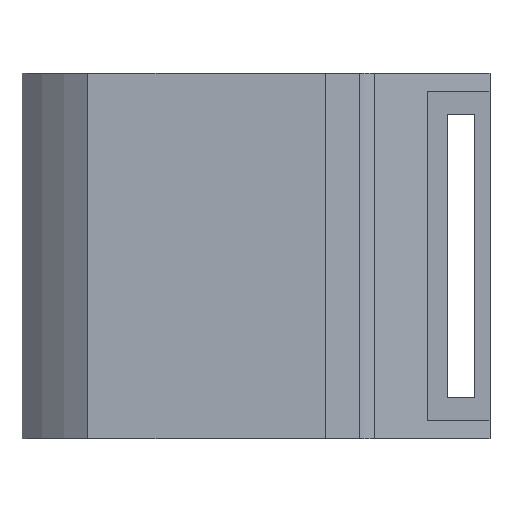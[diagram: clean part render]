
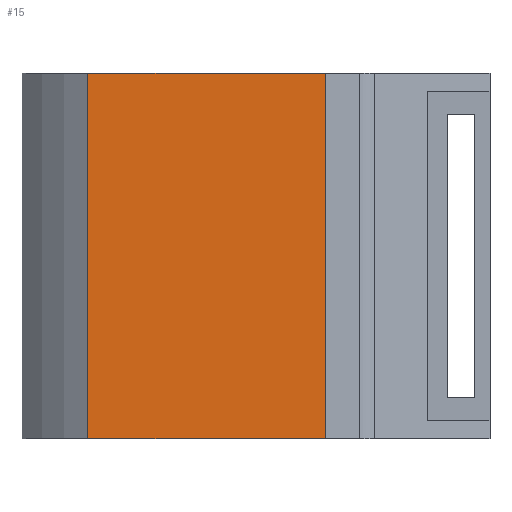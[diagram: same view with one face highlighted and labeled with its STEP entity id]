
A CAD part, front view. The second image highlights one B-rep face of the part: STEP entity #15.
In plain terms, the highlighted planar face has unit normal (0, -1, 0).
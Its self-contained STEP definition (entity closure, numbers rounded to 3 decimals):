
#15 = ADVANCED_FACE ( 'NONE', ( #4104 ), #1138, .F. ) ;
#43 = DIRECTION ( 'NONE',  ( 0., 0., -1. ) ) ;
#84 = CARTESIAN_POINT ( 'NONE',  ( 13., 0., 20. ) ) ;
#270 = VERTEX_POINT ( 'NONE', #2755 ) ;
#274 = DIRECTION ( 'NONE',  ( 0., 1., 0. ) ) ;
#344 = CARTESIAN_POINT ( 'NONE',  ( 13., 0., 20. ) ) ;
#370 = DIRECTION ( 'NONE',  ( 0., 0., -1. ) ) ;
#389 = CARTESIAN_POINT ( 'NONE',  ( 13., 0., 20. ) ) ;
#512 = VECTOR ( 'NONE', #43, 1000. ) ;
#584 = LINE ( 'NONE', #84, #2827 ) ;
#651 = VERTEX_POINT ( 'NONE', #2684 ) ;
#1019 = VECTOR ( 'NONE', #370, 1000. ) ;
#1080 = DIRECTION ( 'NONE',  ( -1., 0., 0. ) ) ;
#1138 = PLANE ( 'NONE',  #2485 ) ;
#1142 = CARTESIAN_POINT ( 'NONE',  ( 13., 0., 20. ) ) ;
#1489 = ORIENTED_EDGE ( 'NONE', *, *, #4193, .F. ) ;
#1624 = EDGE_CURVE ( 'NONE', #3602, #270, #4311, .T. ) ;
#1744 = LINE ( 'NONE', #2813, #3630 ) ;
#1963 = VERTEX_POINT ( 'NONE', #2214 ) ;
#2203 = CARTESIAN_POINT ( 'NONE',  ( -13., 0., 20. ) ) ;
#2214 = CARTESIAN_POINT ( 'NONE',  ( -13., 0., -20. ) ) ;
#2251 = DIRECTION ( 'NONE',  ( 1., 0., 0. ) ) ;
#2485 = AXIS2_PLACEMENT_3D ( 'NONE', #344, #274, #1080 ) ;
#2684 = CARTESIAN_POINT ( 'NONE',  ( -13., 0., 20. ) ) ;
#2720 = ORIENTED_EDGE ( 'NONE', *, *, #3710, .T. ) ;
#2755 = CARTESIAN_POINT ( 'NONE',  ( 13., 0., -20. ) ) ;
#2813 = CARTESIAN_POINT ( 'NONE',  ( 13., 0., -20. ) ) ;
#2827 = VECTOR ( 'NONE', #2251, 1000. ) ;
#3163 = DIRECTION ( 'NONE',  ( 1., 0., 0. ) ) ;
#3381 = EDGE_CURVE ( 'NONE', #1963, #270, #1744, .T. ) ;
#3520 = ORIENTED_EDGE ( 'NONE', *, *, #1624, .F. ) ;
#3602 = VERTEX_POINT ( 'NONE', #1142 ) ;
#3630 = VECTOR ( 'NONE', #3163, 1000. ) ;
#3710 = EDGE_CURVE ( 'NONE', #651, #1963, #4573, .T. ) ;
#4102 = ORIENTED_EDGE ( 'NONE', *, *, #3381, .T. ) ;
#4104 = FACE_OUTER_BOUND ( 'NONE', #4284, .T. ) ;
#4193 = EDGE_CURVE ( 'NONE', #651, #3602, #584, .T. ) ;
#4284 = EDGE_LOOP ( 'NONE', ( #4102, #3520, #1489, #2720 ) ) ;
#4311 = LINE ( 'NONE', #389, #512 ) ;
#4573 = LINE ( 'NONE', #2203, #1019 ) ;
